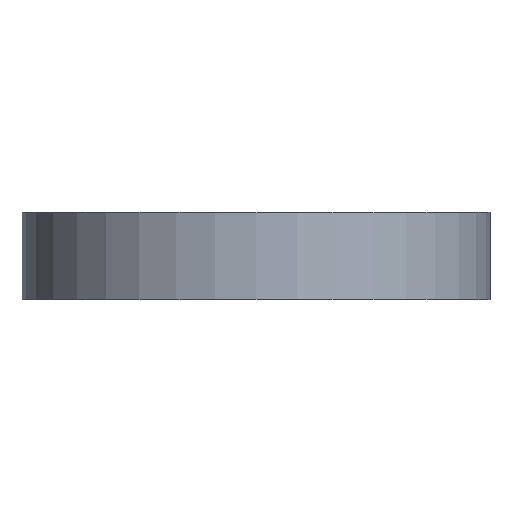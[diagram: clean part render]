
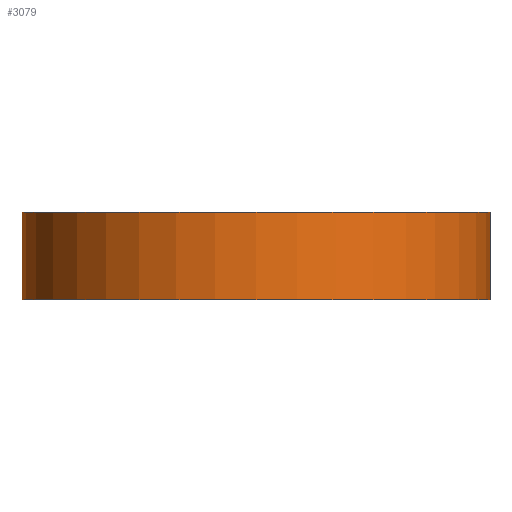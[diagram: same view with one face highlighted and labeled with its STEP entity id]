
A CAD part, front view. The second image highlights one B-rep face of the part: STEP entity #3079.
In plain terms, the highlighted cylindrical face has radius 80 mm (diameter 160 mm), a partial arc.
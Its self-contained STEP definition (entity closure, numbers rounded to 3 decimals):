
#502 = FACE_OUTER_BOUND ( 'NONE', #1384, .T. ) ;
#540 = CYLINDRICAL_SURFACE ( 'NONE', #2594, 80. ) ;
#804 = CIRCLE ( 'NONE', #2691, 80. ) ;
#815 = CIRCLE ( 'NONE', #2615, 80. ) ;
#816 = LINE ( 'NONE', #3336, #818 ) ;
#818 = VECTOR ( 'NONE', #3345, 1000. ) ;
#837 = LINE ( 'NONE', #3236, #846 ) ;
#846 = VECTOR ( 'NONE', #3316, 1000. ) ;
#1174 = ORIENTED_EDGE ( 'NONE', *, *, #3014, .F. ) ;
#1175 = ORIENTED_EDGE ( 'NONE', *, *, #3003, .T. ) ;
#1176 = ORIENTED_EDGE ( 'NONE', *, *, #3023, .T. ) ;
#1177 = ORIENTED_EDGE ( 'NONE', *, *, #3016, .F. ) ;
#1384 = EDGE_LOOP ( 'NONE', ( #1177, #1176, #1175, #1174 ) ) ;
#1521 = VERTEX_POINT ( 'NONE', #1763 ) ;
#1720 = CARTESIAN_POINT ( 'NONE',  ( 80., 0., -30. ) ) ;
#1734 = CARTESIAN_POINT ( 'NONE',  ( -80., 0., -30. ) ) ;
#1763 = CARTESIAN_POINT ( 'NONE',  ( 80., 0., 0. ) ) ;
#1780 = VERTEX_POINT ( 'NONE', #1720 ) ;
#1783 = VERTEX_POINT ( 'NONE', #1734 ) ;
#1818 = VERTEX_POINT ( 'NONE', #1874 ) ;
#1874 = CARTESIAN_POINT ( 'NONE',  ( -80., 0., 0. ) ) ;
#1970 = DIRECTION ( 'NONE',  ( 1., 0., 0. ) ) ;
#1983 = DIRECTION ( 'NONE',  ( 0., 0., 1. ) ) ;
#2174 = CARTESIAN_POINT ( 'NONE',  ( 0., 0., -30. ) ) ;
#2594 = AXIS2_PLACEMENT_3D ( 'NONE', #2174, #1983, #1970 ) ;
#2615 = AXIS2_PLACEMENT_3D ( 'NONE', #3288, #3264, #3297 ) ;
#2691 = AXIS2_PLACEMENT_3D ( 'NONE', #3355, #3262, #3349 ) ;
#3003 = EDGE_CURVE ( 'NONE', #1780, #1521, #837, .T. ) ;
#3014 = EDGE_CURVE ( 'NONE', #1818, #1521, #815, .T. ) ;
#3016 = EDGE_CURVE ( 'NONE', #1783, #1818, #816, .T. ) ;
#3023 = EDGE_CURVE ( 'NONE', #1783, #1780, #804, .T. ) ;
#3079 = ADVANCED_FACE ( 'NONE', ( #502 ), #540, .T. ) ;
#3236 = CARTESIAN_POINT ( 'NONE',  ( 80., 0., -30. ) ) ;
#3262 = DIRECTION ( 'NONE',  ( 0., 0., 1. ) ) ;
#3264 = DIRECTION ( 'NONE',  ( 0., 0., 1. ) ) ;
#3288 = CARTESIAN_POINT ( 'NONE',  ( 0., 0., 0. ) ) ;
#3297 = DIRECTION ( 'NONE',  ( 1., 0., 0. ) ) ;
#3316 = DIRECTION ( 'NONE',  ( 0., 0., 1. ) ) ;
#3336 = CARTESIAN_POINT ( 'NONE',  ( -80., 0., -30. ) ) ;
#3345 = DIRECTION ( 'NONE',  ( 0., 0., 1. ) ) ;
#3349 = DIRECTION ( 'NONE',  ( 1., 0., 0. ) ) ;
#3355 = CARTESIAN_POINT ( 'NONE',  ( 0., 0., -30. ) ) ;
